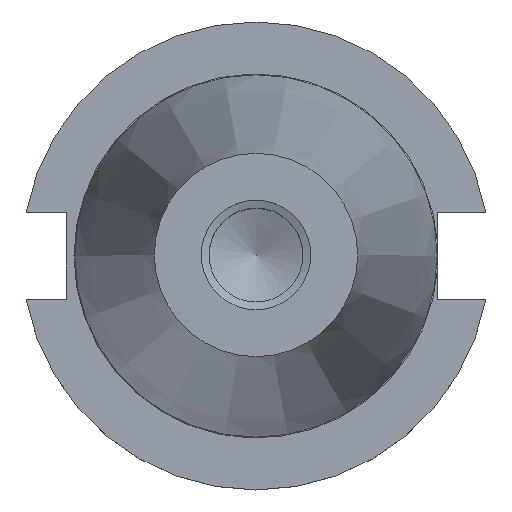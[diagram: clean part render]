
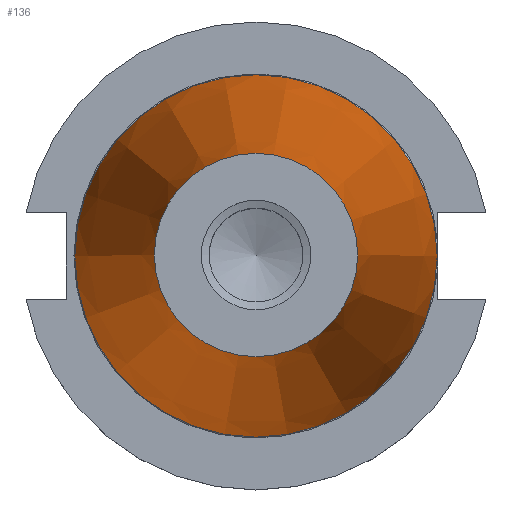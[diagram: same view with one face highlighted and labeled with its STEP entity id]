
A CAD part, top view. The second image highlights one B-rep face of the part: STEP entity #136.
In plain terms, the highlighted conical face has half-angle 8.298 degrees and reference radius 30.359 mm.
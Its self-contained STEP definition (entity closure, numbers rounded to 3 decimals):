
#45=CONICAL_SURFACE('',#658,30.359,8.298);
#62=FACE_BOUND('',#213,.T.);
#63=FACE_BOUND('',#214,.T.);
#106=CIRCLE('',#651,54.077);
#109=CIRCLE('',#656,30.359);
#136=ADVANCED_FACE('',(#62,#63),#45,.T.);
#213=EDGE_LOOP('',(#295));
#214=EDGE_LOOP('',(#296));
#295=ORIENTED_EDGE('',*,*,#498,.T.);
#296=ORIENTED_EDGE('',*,*,#495,.F.);
#432=VERTEX_POINT('',#956);
#435=VERTEX_POINT('',#964);
#495=EDGE_CURVE('',#432,#432,#106,.T.);
#498=EDGE_CURVE('',#435,#435,#109,.T.);
#651=AXIS2_PLACEMENT_3D('',#955,#768,#769);
#656=AXIS2_PLACEMENT_3D('',#963,#778,#779);
#658=AXIS2_PLACEMENT_3D('',#966,#782,#783);
#768=DIRECTION('',(0.,0.,-1.));
#769=DIRECTION('',(-1.,0.,0.));
#778=DIRECTION('',(0.,0.,-1.));
#779=DIRECTION('',(-1.,0.,0.));
#782=DIRECTION('',(0.,0.,-1.));
#783=DIRECTION('',(-1.,0.,0.));
#955=CARTESIAN_POINT('',(0.,0.,-0.7));
#956=CARTESIAN_POINT('',(-54.077,0.,-0.7));
#963=CARTESIAN_POINT('',(0.,0.,161.93));
#964=CARTESIAN_POINT('',(-30.359,0.,161.93));
#966=CARTESIAN_POINT('',(0.,0.,161.93));
